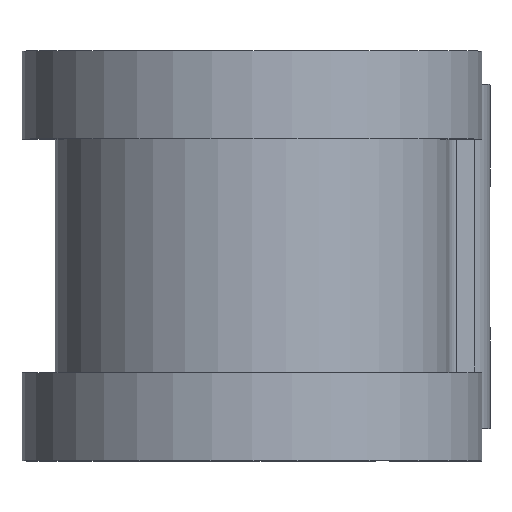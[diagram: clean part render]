
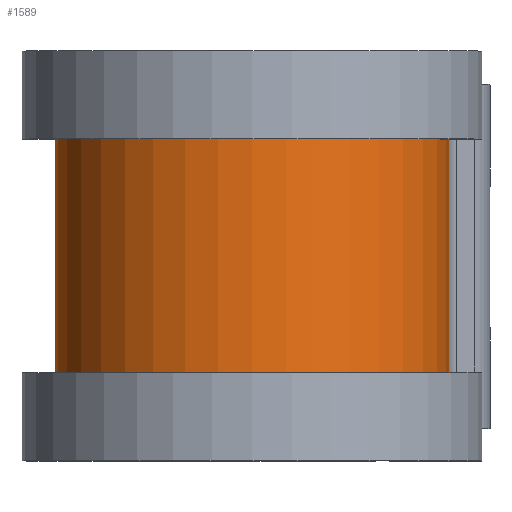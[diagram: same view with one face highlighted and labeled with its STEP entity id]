
A CAD part, top view. The second image highlights one B-rep face of the part: STEP entity #1589.
In plain terms, the highlighted cylindrical face has radius 9.093 mm (diameter 18.186 mm), a partial arc.
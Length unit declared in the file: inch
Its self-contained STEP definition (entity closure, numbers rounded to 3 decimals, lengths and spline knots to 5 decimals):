
#99 = CARTESIAN_POINT ( 'NONE',  ( 0.358, -0.2125, 0. ) ) ;
#114 = CYLINDRICAL_SURFACE ( 'NONE', #692, 0.358 ) ;
#154 = ORIENTED_EDGE ( 'NONE', *, *, #326, .F. ) ;
#156 = ORIENTED_EDGE ( 'NONE', *, *, #1440, .F. ) ;
#163 = FACE_OUTER_BOUND ( 'NONE', #1407, .T. ) ;
#182 = DIRECTION ( 'NONE',  ( 0., -1., 0. ) ) ;
#229 = CIRCLE ( 'NONE', #1155, 0.358 ) ;
#326 = EDGE_CURVE ( 'NONE', #1750, #830, #564, .T. ) ;
#383 = DIRECTION ( 'NONE',  ( 0., -1., 0. ) ) ;
#559 = CARTESIAN_POINT ( 'NONE',  ( 0., -0.2125, -0.358 ) ) ;
#564 = LINE ( 'NONE', #738, #581 ) ;
#581 = VECTOR ( 'NONE', #1513, 39.37008 ) ;
#599 = DIRECTION ( 'NONE',  ( 0., -1., 0. ) ) ;
#692 = AXIS2_PLACEMENT_3D ( 'NONE', #1427, #599, #744 ) ;
#703 = CARTESIAN_POINT ( 'NONE',  ( 0., 0.2125, -0.358 ) ) ;
#738 = CARTESIAN_POINT ( 'NONE',  ( 0.358, 0.3125, 0. ) ) ;
#739 = CIRCLE ( 'NONE', #910, 0.358 ) ;
#744 = DIRECTION ( 'NONE',  ( 0., 0., -1. ) ) ;
#830 = VERTEX_POINT ( 'NONE', #99 ) ;
#910 = AXIS2_PLACEMENT_3D ( 'NONE', #1212, #383, #1359 ) ;
#924 = ORIENTED_EDGE ( 'NONE', *, *, #1640, .T. ) ;
#957 = CARTESIAN_POINT ( 'NONE',  ( 0., 0.2125, 0. ) ) ;
#979 = EDGE_CURVE ( 'NONE', #1750, #1276, #229, .T. ) ;
#992 = LINE ( 'NONE', #1660, #1728 ) ;
#1155 = AXIS2_PLACEMENT_3D ( 'NONE', #957, #1733, #1707 ) ;
#1167 = ORIENTED_EDGE ( 'NONE', *, *, #979, .T. ) ;
#1212 = CARTESIAN_POINT ( 'NONE',  ( 0., -0.2125, 0. ) ) ;
#1276 = VERTEX_POINT ( 'NONE', #703 ) ;
#1299 = VERTEX_POINT ( 'NONE', #559 ) ;
#1330 = CARTESIAN_POINT ( 'NONE',  ( 0.358, 0.2125, 0. ) ) ;
#1359 = DIRECTION ( 'NONE',  ( 0., 0., -1. ) ) ;
#1407 = EDGE_LOOP ( 'NONE', ( #154, #1167, #924, #156 ) ) ;
#1427 = CARTESIAN_POINT ( 'NONE',  ( 0., 0.3125, 0. ) ) ;
#1440 = EDGE_CURVE ( 'NONE', #830, #1299, #739, .T. ) ;
#1513 = DIRECTION ( 'NONE',  ( 0., -1., 0. ) ) ;
#1589 = ADVANCED_FACE ( 'NONE', ( #163 ), #114, .T. ) ;
#1640 = EDGE_CURVE ( 'NONE', #1276, #1299, #992, .T. ) ;
#1660 = CARTESIAN_POINT ( 'NONE',  ( 0., 0.3125, -0.358 ) ) ;
#1707 = DIRECTION ( 'NONE',  ( 0., 0., -1. ) ) ;
#1728 = VECTOR ( 'NONE', #182, 39.37008 ) ;
#1733 = DIRECTION ( 'NONE',  ( 0., -1., 0. ) ) ;
#1750 = VERTEX_POINT ( 'NONE', #1330 ) ;
